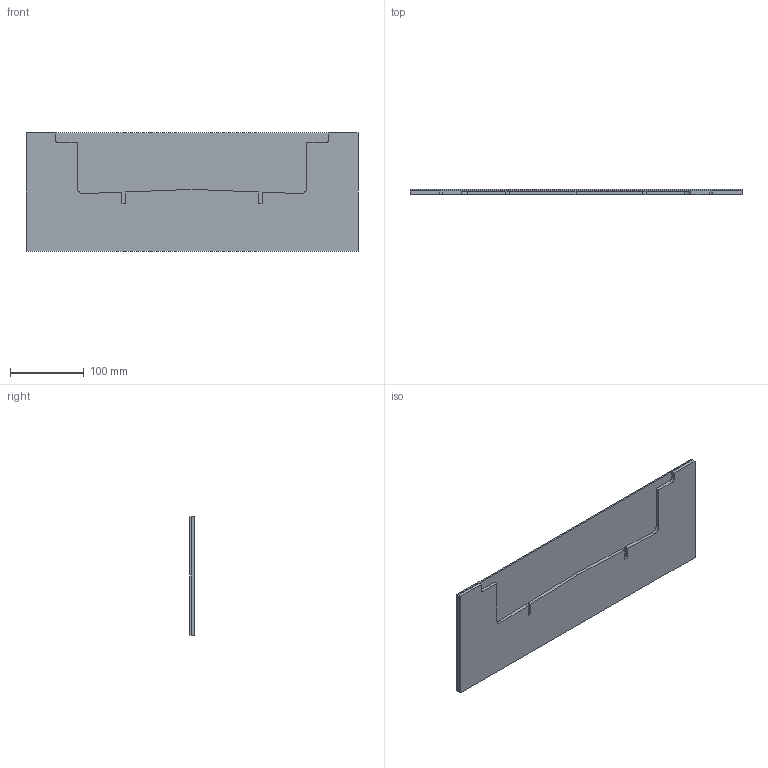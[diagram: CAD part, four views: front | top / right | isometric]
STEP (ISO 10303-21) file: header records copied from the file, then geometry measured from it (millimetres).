
FILE_DESCRIPTION((''),'2;1');
FILE_NAME('AT130_011_00_ASM','2017-11-30T',('mschlueter'),('NET'),'CREO PARAMETRIC BY PTC INC, 2017170','CREO PARAMETRIC BY PTC INC, 2017170','');
FILE_SCHEMA(('CONFIG_CONTROL_DESIGN'));
Length unit declared in the file: millimetre
Products named in the file (3): AT130_011_02_AF0; AT130_011_01_AF0; AT130_011_00_ASM
Assembly tree (2 placements, depth 2):
  AT130_011_00_ASM
    AT130_011_02_AF0
    AT130_011_01_AF0
Bounding box: 450 x 6.5 x 160 mm (x, y, z)
Volume: 352755.1 mm3; surface area: 245691.1 mm2
Topology: 2 solids, 2 shells, 33 faces, 87 edges, 58 vertices
Faces by surface type: plane 29, cylinder 4
Entity records: 1919 total; most frequent: COLOUR_RGB 312, CARTESIAN_POINT 183, ORIENTED_EDGE 174, DIRECTION 171, PRESENTATION_STYLE_ASSIGNMENT 122, STYLED_ITEM 122, CURVE_STYLE 87, EDGE_CURVE 87
